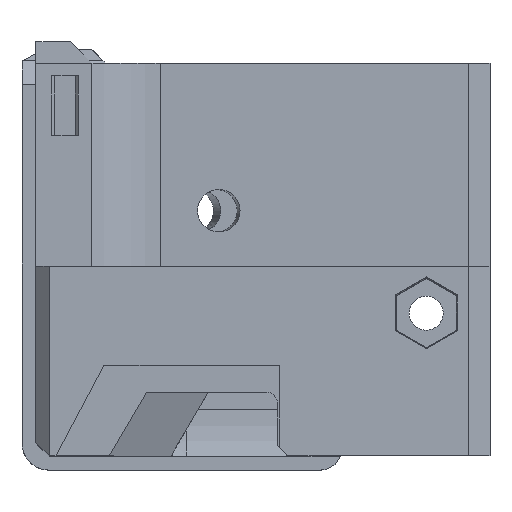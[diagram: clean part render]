
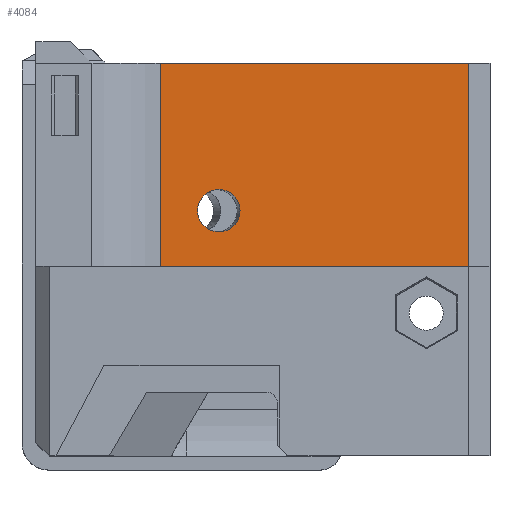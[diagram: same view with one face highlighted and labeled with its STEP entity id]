
A CAD part, top view. The second image highlights one B-rep face of the part: STEP entity #4084.
In plain terms, the highlighted planar face has unit normal (0, 0, 1).
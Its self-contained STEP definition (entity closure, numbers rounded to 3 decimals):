
#75=CIRCLE('',#4204,2.);
#143=FACE_BOUND('',#753,.T.);
#293=PLANE('',#4360);
#511=FACE_OUTER_BOUND('',#752,.T.);
#752=EDGE_LOOP('',(#3804,#3805,#3806,#3807));
#753=EDGE_LOOP('',(#3808));
#1081=LINE('',#6922,#1519);
#1090=LINE('',#6945,#1528);
#1195=LINE('',#7204,#1633);
#1196=LINE('',#7205,#1634);
#1519=VECTOR('',#4982,10.);
#1528=VECTOR('',#5005,10.);
#1633=VECTOR('',#5300,10.);
#1634=VECTOR('',#5301,10.);
#1914=VERTEX_POINT('',#6340);
#2018=VERTEX_POINT('',#6919);
#2019=VERTEX_POINT('',#6921);
#2026=VERTEX_POINT('',#6944);
#2085=VERTEX_POINT('',#7203);
#2385=EDGE_CURVE('',#1914,#1914,#75,.T.);
#2527=EDGE_CURVE('',#2019,#2018,#1081,.T.);
#2540=EDGE_CURVE('',#2019,#2026,#1090,.T.);
#2665=EDGE_CURVE('',#2018,#2085,#1195,.T.);
#2666=EDGE_CURVE('',#2085,#2026,#1196,.T.);
#3804=ORIENTED_EDGE('',*,*,#2540,.F.);
#3805=ORIENTED_EDGE('',*,*,#2527,.T.);
#3806=ORIENTED_EDGE('',*,*,#2665,.T.);
#3807=ORIENTED_EDGE('',*,*,#2666,.T.);
#3808=ORIENTED_EDGE('',*,*,#2385,.T.);
#4084=ADVANCED_FACE('',(#511,#143),#293,.F.);
#4204=AXIS2_PLACEMENT_3D('',#6343,#4767,#4768);
#4360=AXIS2_PLACEMENT_3D('',#7202,#5298,#5299);
#4767=DIRECTION('center_axis',(0.,0.,
-1.));
#4768=DIRECTION('ref_axis',(0.,1.,0.));
#4982=DIRECTION('',(-1.,0.,0.));
#5005=DIRECTION('',(0.,-1.,0.));
#5298=DIRECTION('center_axis',(0.,0.,
-1.));
#5299=DIRECTION('ref_axis',(1.,0.,0.));
#5300=DIRECTION('',(0.,-1.,0.));
#5301=DIRECTION('',(1.,0.,0.));
#6340=CARTESIAN_POINT('',(-3.5,2.25,-16.));
#6343=CARTESIAN_POINT('Origin',(-3.5,4.25,-16.));
#6919=CARTESIAN_POINT('',(-9.,18.125,-16.));
#6921=CARTESIAN_POINT('',(20.,18.125,-16.));
#6922=CARTESIAN_POINT('',(-2.856,18.125,-16.));
#6944=CARTESIAN_POINT('',(20.,-1.,-16.));
#6945=CARTESIAN_POINT('',(20.,20.125,-16.));
#7202=CARTESIAN_POINT('Origin',(-9.,20.125,-16.));
#7203=CARTESIAN_POINT('',(-9.,-1.,-16.));
#7204=CARTESIAN_POINT('',(-9.,20.125,-16.));
#7205=CARTESIAN_POINT('',(22.,-1.,-16.));
